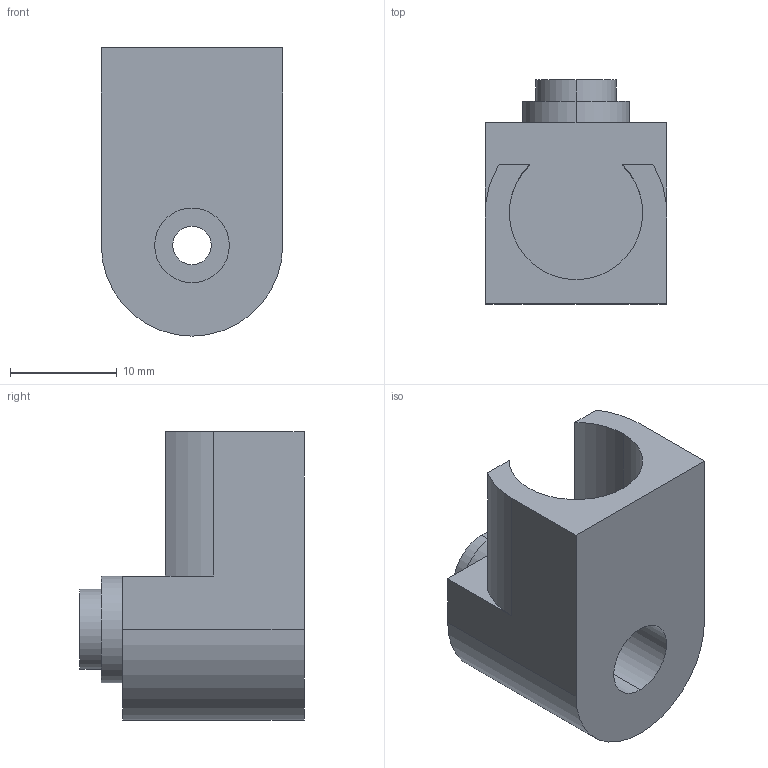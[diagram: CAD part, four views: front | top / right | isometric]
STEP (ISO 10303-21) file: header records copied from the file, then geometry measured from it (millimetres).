
FILE_DESCRIPTION (( 'STEP AP203' ), '1' );
FILE_NAME ('SoporteEslabon_Default_sldprt.STEP', '2020-12-03T23:08:11', ( '' ), ( '' ), 'SwSTEP 2.0', 'SolidWorks 2020', '' );
FILE_SCHEMA (( 'CONFIG_CONTROL_DESIGN' ));
Length unit declared in the file: millimetre
Products named in the file (1): SoporteEslabon_Default_sldprt
Bounding box: 17 x 21 x 27 mm (x, y, z)
Volume: 4449.5 mm3; surface area: 2855.1 mm2
Topology: 1 solids, 1 shells, 32 faces, 79 edges, 52 vertices
Faces by surface type: cylinder 18, plane 14
Entity records: 1044 total; most frequent: DIRECTION 181, CARTESIAN_POINT 164, ORIENTED_EDGE 158, EDGE_CURVE 79, AXIS2_PLACEMENT_3D 69, VERTEX_POINT 52, LINE 43, VECTOR 43
